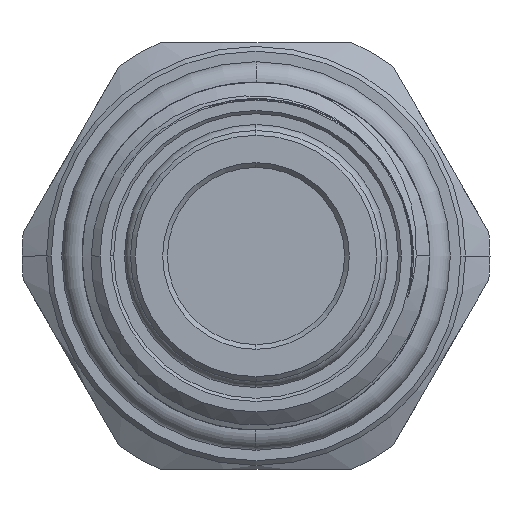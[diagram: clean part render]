
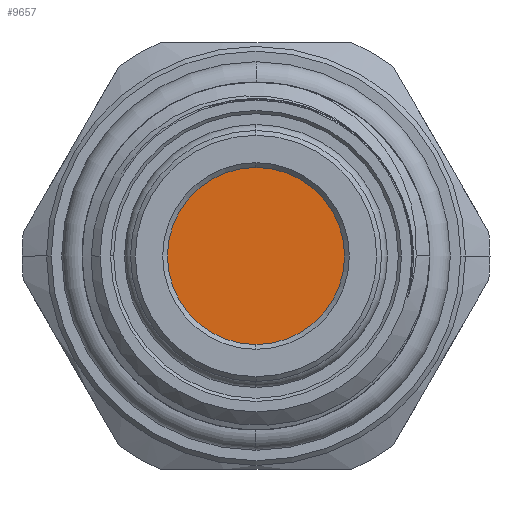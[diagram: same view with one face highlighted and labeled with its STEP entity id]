
A CAD part, left-side view. The second image highlights one B-rep face of the part: STEP entity #9657.
In plain terms, the highlighted planar face has unit normal (-1, 0, 0).
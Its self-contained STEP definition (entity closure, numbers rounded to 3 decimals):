
#1064 = AXIS2_PLACEMENT_3D ( 'NONE', #17775, #3876, #26351 ) ;
#3876 = DIRECTION ( 'NONE',  ( 1., 0., 0. ) ) ;
#3989 = CARTESIAN_POINT ( 'NONE',  ( -21., 0., -5.6 ) ) ;
#5827 = AXIS2_PLACEMENT_3D ( 'NONE', #32587, #15859, #18314 ) ;
#9173 = EDGE_CURVE ( 'NONE', #22889, #28113, #10240, .T. ) ;
#9657 = ADVANCED_FACE ( 'NONE', ( #24214 ), #25943, .F. ) ;
#10240 = CIRCLE ( 'NONE', #1064, 5.6 ) ;
#11623 = DIRECTION ( 'NONE',  ( 0., 0., -1. ) ) ;
#13816 = EDGE_CURVE ( 'NONE', #28113, #22889, #19201, .T. ) ;
#15859 = DIRECTION ( 'NONE',  ( 1., 0., 0. ) ) ;
#16738 = AXIS2_PLACEMENT_3D ( 'NONE', #22802, #34132, #11623 ) ;
#17775 = CARTESIAN_POINT ( 'NONE',  ( -21., 0., 0. ) ) ;
#18314 = DIRECTION ( 'NONE',  ( 0., 0., -1. ) ) ;
#19201 = CIRCLE ( 'NONE', #5827, 5.6 ) ;
#20340 = EDGE_LOOP ( 'NONE', ( #30352, #30782 ) ) ;
#22802 = CARTESIAN_POINT ( 'NONE',  ( -21., 0., 0. ) ) ;
#22889 = VERTEX_POINT ( 'NONE', #3989 ) ;
#24214 = FACE_OUTER_BOUND ( 'NONE', #20340, .T. ) ;
#25943 = PLANE ( 'NONE',  #16738 ) ;
#26351 = DIRECTION ( 'NONE',  ( 0., 0., -1. ) ) ;
#28113 = VERTEX_POINT ( 'NONE', #33169 ) ;
#30352 = ORIENTED_EDGE ( 'NONE', *, *, #13816, .F. ) ;
#30782 = ORIENTED_EDGE ( 'NONE', *, *, #9173, .F. ) ;
#32587 = CARTESIAN_POINT ( 'NONE',  ( -21., 0., 0. ) ) ;
#33169 = CARTESIAN_POINT ( 'NONE',  ( -21., 0., 5.6 ) ) ;
#34132 = DIRECTION ( 'NONE',  ( 1., 0., 0. ) ) ;
